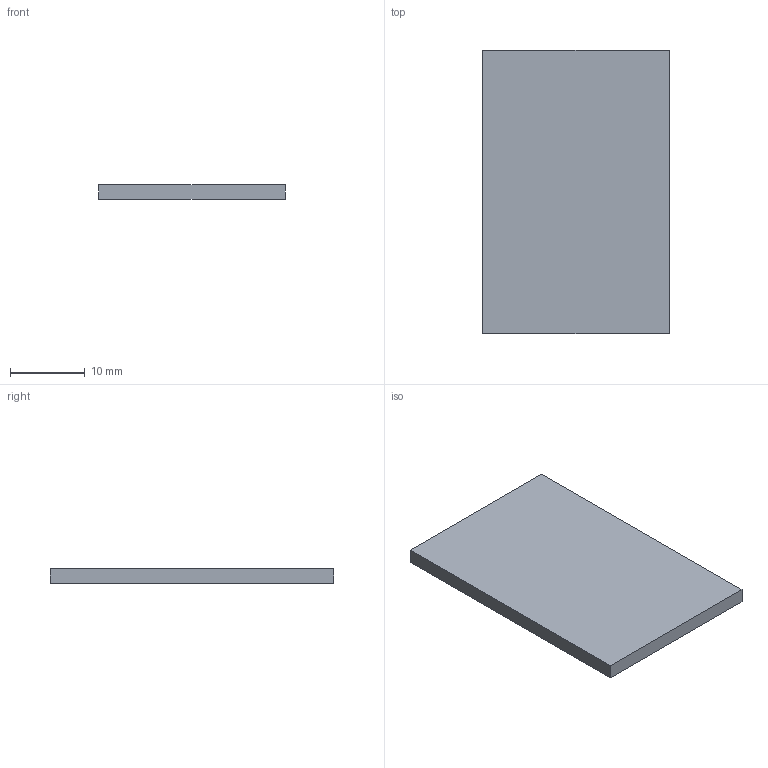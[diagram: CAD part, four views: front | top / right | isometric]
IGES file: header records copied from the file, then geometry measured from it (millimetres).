
Start section: SolidWorks IGES file using analytic representation for surfaces
Global section: file name: Web Model 31435_46705.igs; native system: SolidWorks 2016; preprocessor: SolidWorks 2016; author: rphillips; date: 170222.131742; units: millimetre
Bounding box: 25 x 38 x 2 mm (x, y, z)
Surface area: 2152 mm2 (no closed solid volume)
Topology: 0 solids, 0 shells, 6 faces, 24 edges, 24 vertices
Faces by surface type: bspline 6
